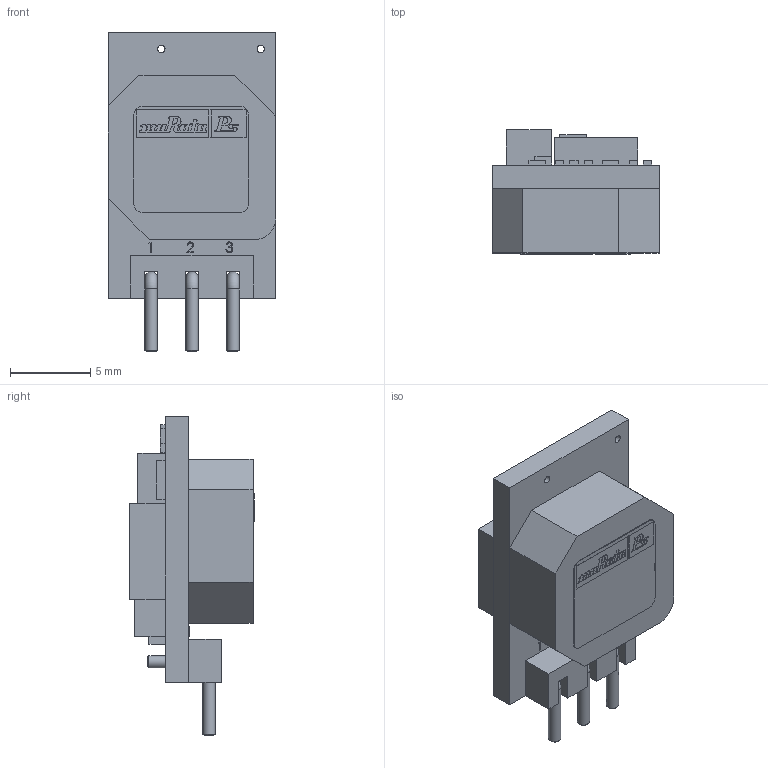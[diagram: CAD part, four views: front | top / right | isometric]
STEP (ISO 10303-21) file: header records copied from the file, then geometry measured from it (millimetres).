
FILE_DESCRIPTION(('FreeCAD Model'),'2;1');
FILE_NAME('mps_dcdc_oki_78sr_a.step', '2018-09-20T17:02:34',('kicad StepUp'),('ksu MCAD'), 'Open CASCADE STEP processor 7.2','FreeCAD','Unknown');
FILE_SCHEMA(('AUTOMOTIVE_DESIGN { 1 0 10303 214 1 1 1 1 }'));
Length unit declared in the file: millimetre
Products named in the file (1): mps_dcdc_oki_78sr_a
Bounding box: 10.41 x 7.73 x 19.81 mm (x, y, z)
Surface area: 1074.1 mm2 (no closed solid volume)
Topology: 0 solids, 26 shells, 253 faces, 2552 edges, 6753 vertices
Faces by surface type: plane 193, cylinder 51, cone 6, torus 3
Full cylindrical faces by diameter (mm): 0.457 x6, 0.762 x6, 1.067 x3
Entity records: 28537 total; most frequent: CARTESIAN_POINT 10358, DIRECTION 3648, LINE 1724, VECTOR 1724, GEOMETRIC_CURVE_SET 1520, ORIENTED_EDGE 1519, TRIMMED_CURVE 1519, EDGE_CURVE 1033
